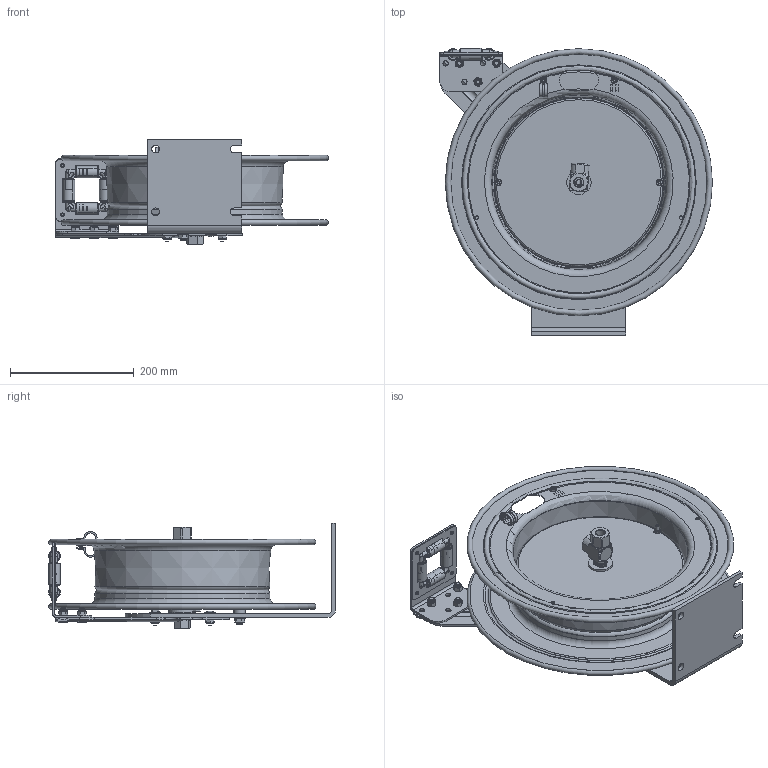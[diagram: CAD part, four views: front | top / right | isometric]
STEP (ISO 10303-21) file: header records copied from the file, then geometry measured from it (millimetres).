
FILE_DESCRIPTION(/* description */ (''),/* implementation_level */ '2;1');
FILE_NAME(/* name */ 'EZ-P-LP-335_SHARED.stp',/* time_stamp */ '2020-01-16T11:10:22-07:00',/* author */ ('NMelton'),/* organization */ (''),/* preprocessor_version */ 'ST-DEVELOPER v17',/* originating_system */ 'Autodesk Inventor 2019',/* authorisation */ '');
FILE_SCHEMA (('AUTOMOTIVE_DESIGN { 1 0 10303 214 3 1 1 }'));
Products named in the file (1): EZ-P-LP-335_SHARED
Bounding box: 441 x 464.08 x 170.69 mm (x, y, z)
Surface area: 1128104 mm2 (no closed solid volume)
Topology: 0 solids, 221 shells, 1795 faces, 9510 edges, 7748 vertices
Faces by surface type: plane 963, cylinder 453, cone 147, bspline 118, torus 75, sphere 39
Full cylindrical faces by diameter (mm): 2.159 x2, 3.962 x2, 4.699 x4, 4.826 x6, 5.182 x2, 5.556 x4, 5.588 x5, 6.35 x5, 7.925 x1, 7.938 x3, 8.636 x3, 8.731 x4, 8.89 x1, 11.43 x3, 12.192 x8, 12.7 x2, 14.859 x1, 15.875 x1, 17.882 x1, 19.05 x5, 20.574 x1, 28.575 x1, 39.624 x1, 44.044 x1, 273.05 x1
Entity records: 101562 total; most frequent: CARTESIAN_POINT 30522, ORIENTED_EDGE 12721, DIRECTION 12551, EDGE_CURVE 9467, VERTEX_POINT 7748, LINE 5293, VECTOR 5293, AXIS2_PLACEMENT_3D 3629
